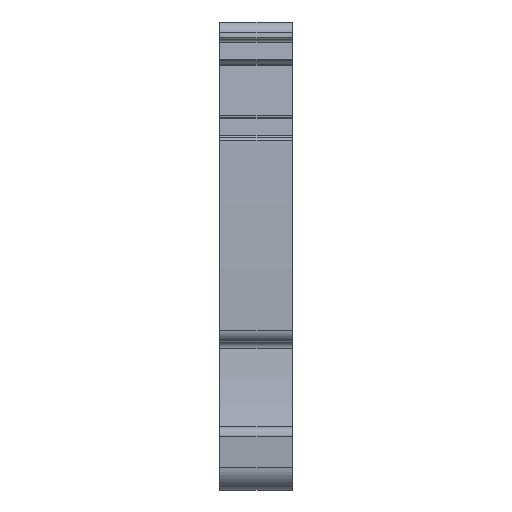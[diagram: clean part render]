
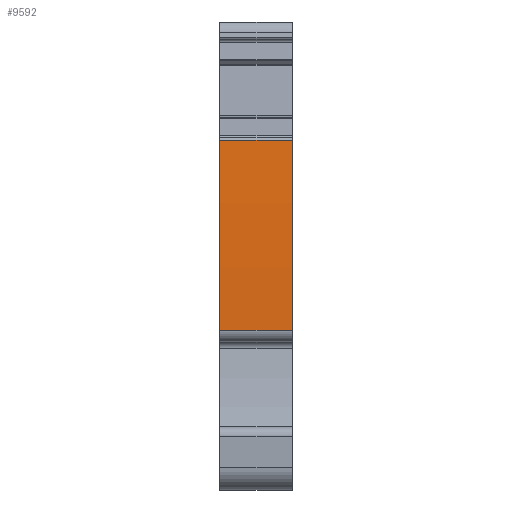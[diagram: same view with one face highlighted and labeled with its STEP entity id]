
A CAD part, front view. The second image highlights one B-rep face of the part: STEP entity #9592.
In plain terms, the highlighted cylindrical face has radius 198.503 mm (diameter 397.006 mm), a partial arc.
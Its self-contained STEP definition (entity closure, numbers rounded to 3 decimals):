
#2416=AXIS2_PLACEMENT_3D('Circle Axis2P3D',#2414,#2415,$) ;
#2423=AXIS2_PLACEMENT_3D('Circle Axis2P3D',#2421,#2422,$) ;
#4501=AXIS2_PLACEMENT_3D('Circle Axis2P3D',#4499,#4500,$) ;
#4508=AXIS2_PLACEMENT_3D('Circle Axis2P3D',#4506,#4507,$) ;
#8971=AXIS2_PLACEMENT_3D('Cylinder Axis2P3D',#8968,#8969,#8970) ;
#2411=CARTESIAN_POINT('Vertex',(6.1,1.929,29.464)) ;
#2414=CARTESIAN_POINT('Axis2P3D Location',(6.1,200.008,16.501)) ;
#2418=CARTESIAN_POINT('Vertex',(6.1,1.528,13.45)) ;
#2421=CARTESIAN_POINT('Axis2P3D Location',(6.1,200.419,16.508)) ;
#2425=CARTESIAN_POINT('Vertex',(6.1,1.529,13.435)) ;
#4496=CARTESIAN_POINT('Vertex',(0.,1.529,13.435)) ;
#4499=CARTESIAN_POINT('Axis2P3D Location',(0.,200.419,16.508)) ;
#4503=CARTESIAN_POINT('Vertex',(0.,1.528,13.45)) ;
#4506=CARTESIAN_POINT('Axis2P3D Location',(0.,200.008,16.501)) ;
#4510=CARTESIAN_POINT('Vertex',(0.,1.929,29.464)) ;
#8968=CARTESIAN_POINT('Axis2P3D Location',(3.05,200.008,16.501)) ;
#9566=CARTESIAN_POINT('Line Origine',(3.05,1.929,29.464)) ;
#9579=CARTESIAN_POINT('Line Origine',(3.05,1.529,13.435)) ;
#2415=DIRECTION('Axis2P3D Direction',(1.,0.,0.)) ;
#2422=DIRECTION('Axis2P3D Direction',(1.,0.,0.)) ;
#4500=DIRECTION('Axis2P3D Direction',(1.,0.,0.)) ;
#4507=DIRECTION('Axis2P3D Direction',(1.,0.,0.)) ;
#8969=DIRECTION('Axis2P3D Direction',(1.,0.,0.)) ;
#8970=DIRECTION('Axis2P3D XDirection',(0.,-0.994,0.111)) ;
#9567=DIRECTION('Vector Direction',(1.,0.,0.)) ;
#9580=DIRECTION('Vector Direction',(1.,0.,0.)) ;
#9568=VECTOR('Line Direction',#9567,1.) ;
#9581=VECTOR('Line Direction',#9580,1.) ;
#9585=ORIENTED_EDGE('',*,*,#4512,.T.) ;
#9586=ORIENTED_EDGE('',*,*,#4505,.T.) ;
#9587=ORIENTED_EDGE('',*,*,#9583,.T.) ;
#9588=ORIENTED_EDGE('',*,*,#2427,.F.) ;
#9589=ORIENTED_EDGE('',*,*,#2420,.F.) ;
#9590=ORIENTED_EDGE('',*,*,#9570,.F.) ;
#9592=ADVANCED_FACE('MLD',(#9591),#8972,.T.) ;
#2417=CIRCLE('generated circle',#2416,198.503) ;
#2424=CIRCLE('generated circle',#2423,198.914) ;
#4502=CIRCLE('generated circle',#4501,198.914) ;
#4509=CIRCLE('generated circle',#4508,198.503) ;
#8972=CYLINDRICAL_SURFACE('generated cylinder',#8971,198.503) ;
#2420=EDGE_CURVE('',#2412,#2419,#2417,.T.) ;
#2427=EDGE_CURVE('',#2419,#2426,#2424,.T.) ;
#4505=EDGE_CURVE('',#4504,#4497,#4502,.T.) ;
#4512=EDGE_CURVE('',#4511,#4504,#4509,.T.) ;
#9570=EDGE_CURVE('',#4511,#2412,#9569,.T.) ;
#9583=EDGE_CURVE('',#4497,#2426,#9582,.T.) ;
#9584=EDGE_LOOP('',(#9585,#9586,#9587,#9588,#9589,#9590)) ;
#9591=FACE_OUTER_BOUND('',#9584,.T.) ;
#9569=LINE('Line',#9566,#9568) ;
#9582=LINE('Line',#9579,#9581) ;
#2412=VERTEX_POINT('',#2411) ;
#2419=VERTEX_POINT('',#2418) ;
#2426=VERTEX_POINT('',#2425) ;
#4497=VERTEX_POINT('',#4496) ;
#4504=VERTEX_POINT('',#4503) ;
#4511=VERTEX_POINT('',#4510) ;
